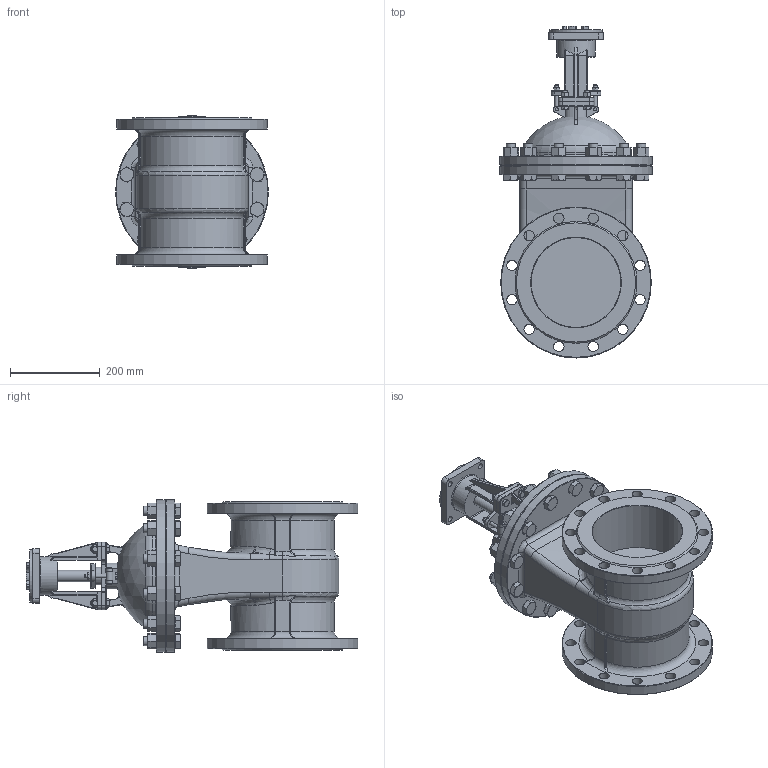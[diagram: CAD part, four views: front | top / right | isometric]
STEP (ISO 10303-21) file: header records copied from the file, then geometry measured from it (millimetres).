
FILE_DESCRIPTION(/* description */ (''),/* implementation_level */ '2;1');
FILE_NAME(/* name */ 'DN200_3D_STEP.stp',/* time_stamp */ '2024-02-09T23:49:22+03:00',/* author */ ('igorr'),/* organization */ (''),/* preprocessor_version */ 'ST-DEVELOPER v19.2',/* originating_system */ 'Autodesk Inventor 2023',/* authorisation */ '');
FILE_SCHEMA (('AUTOMOTIVE_DESIGN { 1 0 10303 214 3 1 1 }'));
Length unit declared in the file: millimetre
Products named in the file (7): Сборка; Деталь1; AS 1110 - M10 x 35; ANSI B18.2.4.2M - M10x1,5; ANSI B18.2.4.2M - M8x1,25; ANSI B18.2.4.2M - M20x2,5; AS 1110 - M20 x 70
Assembly tree (35 placements, depth 2):
  Сборка
    Деталь1
    AS 1110 - M10 x 35  x4
    ANSI B18.2.4.2M - M10x1,5  x4
    ANSI B18.2.4.2M - M8x1,25  x2
    ANSI B18.2.4.2M - M20x2,5  x12
    AS 1110 - M20 x 70  x12
Bounding box: 340 x 738 x 340 mm (x, y, z)
Volume: 20988665.9 mm3; surface area: 1392624.1 mm2
Topology: 39 solids, 39 shells, 1364 faces, 3197 edges, 1942 vertices
Faces by surface type: plane 586, cone 306, cylinder 302, bspline 97, torus 68, sphere 5
Full cylindrical faces by diameter (mm): 6.647 x2, 7 x4, 8 x4, 8.376 x4, 10 x16, 12 x4, 15 x2, 16 x4, 17.294 x12, 18 x24, 20 x12, 23 x24, 25 x1, 27.9 x12, 30 x13, 40 x1, 45 x1, 65 x1, 85.133 x1, 108 x1, 118 x1, 200 x2, 240 x2, 335 x2, 340 x2
Entity records: 26401 total; most frequent: CARTESIAN_POINT 8151, ORIENTED_EDGE 3628, DIRECTION 3574, EDGE_CURVE 1814, AXIS2_PLACEMENT_3D 1420, VERTEX_POINT 1130, EDGE_LOOP 888, LINE 734
